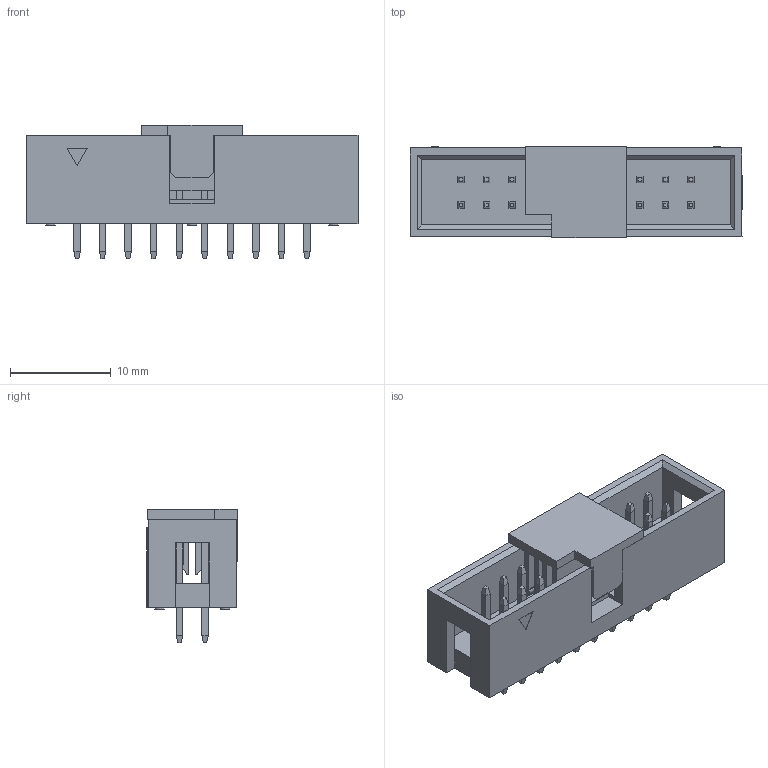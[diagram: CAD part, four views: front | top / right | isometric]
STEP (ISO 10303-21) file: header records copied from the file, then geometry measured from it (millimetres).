
FILE_DESCRIPTION( ('This file contains a STEP AP42 implementation' ,'as created by ZW3D STEP Interface translator.') ,'2;1' );
FILE_NAME( '3110-XXSXXBK00X1.stp' ,'231213.102137', (''), ('ZWCAD Software Co.'), 'Version 1.0', 'ZW3D to STEP translator', '' );
FILE_SCHEMA(('AUTOMOTIVE_DESIGN { 1 0 10303 214 1 1 1 1 }'));
Length unit declared in the file: millimetre
Products named in the file (4): 0; 3110-20SXXBK00R1; 3110-20SG0BK00A2_2; S1
Assembly tree (2 placements, depth 2):
  0
  3110-20SXXBK00R1
    3110-20SG0BK00A2_2
    S1
Bounding box: 33.02 x 9.05 x 13.3 mm (x, y, z)
Volume: 1471.7 mm3; surface area: 2906.1 mm2
Topology: 2 solids, 2 shells, 589 faces, 1352 edges, 816 vertices
Faces by surface type: plane 548, cylinder 27, bspline 14
Full cylindrical faces by diameter (mm): 0.95 x6
Entity records: 17478 total; most frequent: CARTESIAN_POINT 4166, ORIENTED_EDGE 2704, DIRECTION 2304, EDGE_CURVE 1352, VECTOR 1032, LINE 1032, VERTEX_POINT 816, EDGE_LOOP 642
